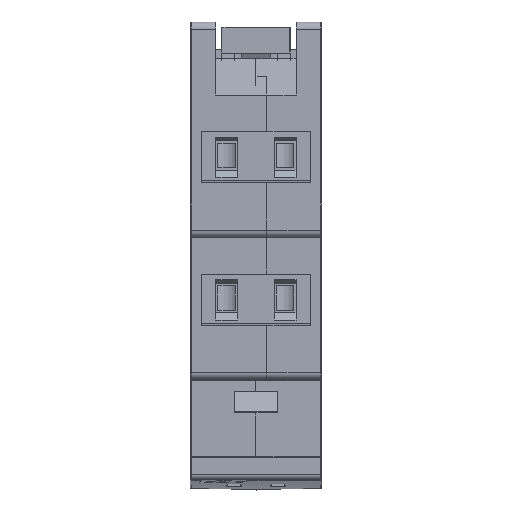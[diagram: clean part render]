
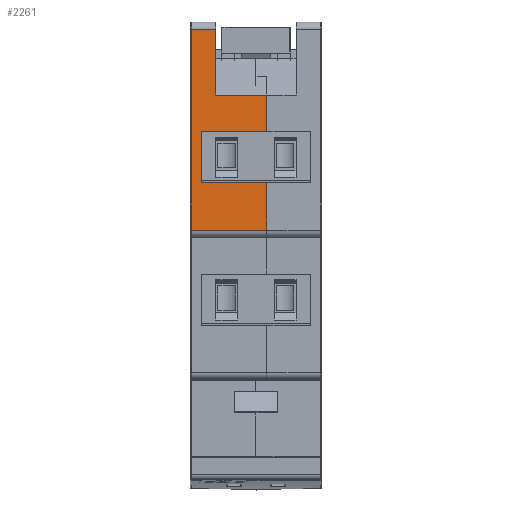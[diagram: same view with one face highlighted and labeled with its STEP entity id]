
A CAD part, top view. The second image highlights one B-rep face of the part: STEP entity #2261.
In plain terms, the highlighted planar face has unit normal (0, 0, 1).
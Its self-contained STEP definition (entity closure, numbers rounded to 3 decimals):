
#2261=ADVANCED_FACE('',(#4192),#4194,.T.);
#4192=FACE_BOUND('',#4193,.T.);
#4193=EDGE_LOOP('',(#9118,#9119,#9120,#9121,#9122,#9123,#9124,#9125,#9126,#9127));
#4194=PLANE('',#4195);
#4195=AXIS2_PLACEMENT_3D('',#4196,#4197,#4198);
#4196=CARTESIAN_POINT('',(0.,28.75,44.75));
#4197=DIRECTION('',(0.,0.,1.));
#4198=DIRECTION('',(0.,-1.,0.));
#9118=ORIENTED_EDGE('',*,*,#12388,.T.);
#9119=ORIENTED_EDGE('',*,*,#12389,.T.);
#9120=ORIENTED_EDGE('',*,*,#12390,.F.);
#9121=ORIENTED_EDGE('',*,*,#12391,.T.);
#9122=ORIENTED_EDGE('',*,*,#12392,.T.);
#9123=ORIENTED_EDGE('',*,*,#12393,.T.);
#9124=ORIENTED_EDGE('',*,*,#12394,.F.);
#9125=ORIENTED_EDGE('',*,*,#12302,.T.);
#9126=ORIENTED_EDGE('',*,*,#12268,.T.);
#9127=ORIENTED_EDGE('',*,*,#12387,.F.);
#12268=EDGE_CURVE('',#14339,#14337,#14340,.T.);
#12302=EDGE_CURVE('',#14404,#14339,#14405,.F.);
#12387=EDGE_CURVE('',#14548,#14337,#14550,.T.);
#12388=EDGE_CURVE('',#14548,#14551,#14552,.T.);
#12389=EDGE_CURVE('',#14551,#14553,#14554,.T.);
#12390=EDGE_CURVE('',#14555,#14553,#14556,.T.);
#12391=EDGE_CURVE('',#14555,#14557,#14558,.F.);
#12392=EDGE_CURVE('',#14557,#14559,#14560,.T.);
#12393=EDGE_CURVE('',#14559,#14561,#14562,.F.);
#12394=EDGE_CURVE('',#14404,#14561,#14563,.T.);
#14337=VERTEX_POINT('',#18102);
#14339=VERTEX_POINT('',#18107);
#14340=LINE('',#18108,#18109);
#14404=VERTEX_POINT('',#18247);
#14405=LINE('',#18248,#18249);
#14548=VERTEX_POINT('',#18559);
#14550=LINE('',#18564,#18565);
#14551=VERTEX_POINT('',#18567);
#14552=LINE('',#18568,#18569);
#14553=VERTEX_POINT('',#18571);
#14554=LINE('',#18572,#18573);
#14555=VERTEX_POINT('',#18575);
#14556=LINE('',#18576,#18577);
#14557=VERTEX_POINT('',#18579);
#14558=LINE('',#18580,#18581);
#14559=VERTEX_POINT('',#18583);
#14560=LINE('',#18584,#18585);
#14561=VERTEX_POINT('',#18587);
#14562=LINE('',#18588,#18589);
#14563=LINE('',#18591,#18592);
#18102=CARTESIAN_POINT('',(3.5,28.75,44.75));
#18107=CARTESIAN_POINT('',(3.5,19.75,44.75));
#18108=CARTESIAN_POINT('',(3.5,19.75,44.75));
#18109=VECTOR('',#18110,1.);
#18110=DIRECTION('',(0.,1.,0.));
#18247=CARTESIAN_POINT('',(10.5,19.75,44.75));
#18248=CARTESIAN_POINT('',(3.5,19.75,44.75));
#18249=VECTOR('',#18250,1.);
#18250=DIRECTION('',(1.,0.,0.));
#18559=CARTESIAN_POINT('',(0.2,28.75,44.75));
#18564=CARTESIAN_POINT('',(0.2,28.75,44.75));
#18565=VECTOR('',#18566,1.);
#18566=DIRECTION('',(1.,0.,0.));
#18567=CARTESIAN_POINT('',(0.2,1.25,44.75));
#18568=CARTESIAN_POINT('',(0.2,28.75,44.75));
#18569=VECTOR('',#18570,1.);
#18570=DIRECTION('',(0.,-1.,0.));
#18571=CARTESIAN_POINT('',(10.5,1.25,44.75));
#18572=CARTESIAN_POINT('',(0.2,1.25,44.75));
#18573=VECTOR('',#18574,1.);
#18574=DIRECTION('',(1.,0.,0.));
#18575=CARTESIAN_POINT('',(10.5,7.75,44.75));
#18576=CARTESIAN_POINT('',(10.5,7.75,44.75));
#18577=VECTOR('',#18578,1.);
#18578=DIRECTION('',(0.,-1.,0.));
#18579=CARTESIAN_POINT('',(1.5,7.75,44.75));
#18580=CARTESIAN_POINT('',(1.5,7.75,44.75));
#18581=VECTOR('',#18582,1.);
#18582=DIRECTION('',(1.,0.,0.));
#18583=CARTESIAN_POINT('',(1.5,14.75,44.75));
#18584=CARTESIAN_POINT('',(1.5,7.75,44.75));
#18585=VECTOR('',#18586,1.);
#18586=DIRECTION('',(0.,1.,0.));
#18587=CARTESIAN_POINT('',(10.5,14.75,44.75));
#18588=CARTESIAN_POINT('',(10.5,14.75,44.75));
#18589=VECTOR('',#18590,1.);
#18590=DIRECTION('',(-1.,0.,0.));
#18591=CARTESIAN_POINT('',(10.5,19.75,44.75));
#18592=VECTOR('',#18593,1.);
#18593=DIRECTION('',(0.,-1.,0.));
